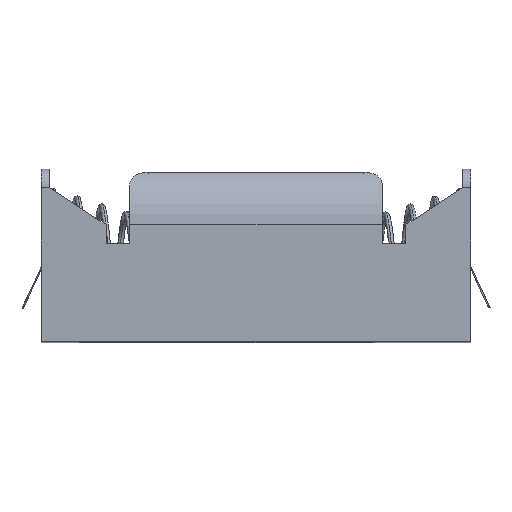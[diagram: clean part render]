
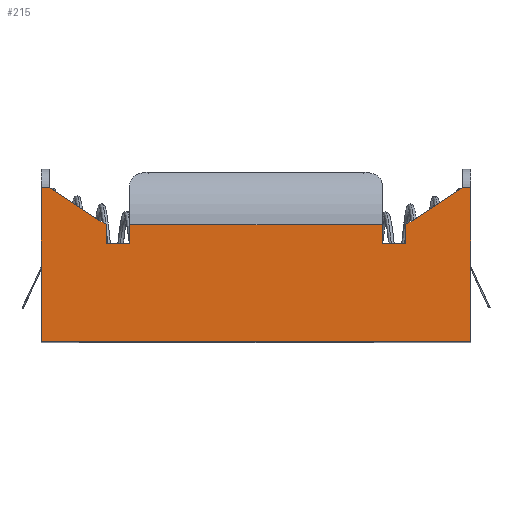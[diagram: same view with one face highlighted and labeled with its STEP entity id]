
A CAD part, top view. The second image highlights one B-rep face of the part: STEP entity #215.
In plain terms, the highlighted planar face has unit normal (0, 0, 1).
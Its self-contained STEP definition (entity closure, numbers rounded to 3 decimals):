
#64 = DIRECTION ( 'NONE',  ( 1., 0., 0. ) ) ;
#192 = LINE ( 'NONE', #17831, #21217 ) ;
#215 = ADVANCED_FACE ( 'NONE', ( #17749 ), #21129, .F. ) ;
#391 = DIRECTION ( 'NONE',  ( 0.838, -0.546, 0. ) ) ;
#565 = VERTEX_POINT ( 'NONE', #11985 ) ;
#597 = VECTOR ( 'NONE', #391, 1000. ) ;
#666 = LINE ( 'NONE', #6714, #9183 ) ;
#677 = CARTESIAN_POINT ( 'NONE',  ( 20.5, 47., 53.25 ) ) ;
#1038 = DIRECTION ( 'NONE',  ( 0., 1., 0. ) ) ;
#1487 = CARTESIAN_POINT ( 'NONE',  ( 0., 28., 53.25 ) ) ;
#1916 = LINE ( 'NONE', #17534, #17600 ) ;
#2168 = ORIENTED_EDGE ( 'NONE', *, *, #18241, .T. ) ;
#2301 = CARTESIAN_POINT ( 'NONE',  ( 24.35, 0., 53.25 ) ) ;
#2307 = CARTESIAN_POINT ( 'NONE',  ( -34.85, 53., 53.25 ) ) ;
#2364 = EDGE_CURVE ( 'NONE', #11374, #565, #8682, .T. ) ;
#2495 = CARTESIAN_POINT ( 'NONE',  ( -33.55, 53., 53.25 ) ) ;
#2752 = CARTESIAN_POINT ( 'NONE',  ( 34.85, 53., 53.25 ) ) ;
#2925 = VERTEX_POINT ( 'NONE', #677 ) ;
#3258 = ORIENTED_EDGE ( 'NONE', *, *, #2364, .F. ) ;
#3367 = EDGE_LOOP ( 'NONE', ( #3258, #15965, #10274, #9650, #20166, #14613, #2168, #4434, #3567, #6685, #18946, #13159, #18114, #4264 ) ) ;
#3567 = ORIENTED_EDGE ( 'NONE', *, *, #12717, .T. ) ;
#3613 = CARTESIAN_POINT ( 'NONE',  ( 34.85, 28., 53.25 ) ) ;
#3968 = EDGE_CURVE ( 'NONE', #18669, #9857, #666, .T. ) ;
#4029 = LINE ( 'NONE', #2307, #18882 ) ;
#4048 = CARTESIAN_POINT ( 'NONE',  ( -20.5, 44., 53.25 ) ) ;
#4063 = DIRECTION ( 'NONE',  ( 1., 0., 0. ) ) ;
#4264 = ORIENTED_EDGE ( 'NONE', *, *, #6217, .F. ) ;
#4381 = LINE ( 'NONE', #6092, #16528 ) ;
#4434 = ORIENTED_EDGE ( 'NONE', *, *, #3968, .T. ) ;
#4441 = CARTESIAN_POINT ( 'NONE',  ( 0., 44., 53.25 ) ) ;
#4886 = EDGE_CURVE ( 'NONE', #16905, #6149, #4381, .T. ) ;
#5275 = VECTOR ( 'NONE', #64, 1000. ) ;
#5663 = CARTESIAN_POINT ( 'NONE',  ( -34.85, 53., 53.25 ) ) ;
#5951 = EDGE_CURVE ( 'NONE', #18339, #11374, #17858, .T. ) ;
#6018 = DIRECTION ( 'NONE',  ( -1., 0., 0. ) ) ;
#6092 = CARTESIAN_POINT ( 'NONE',  ( -20.5, 0., 53.25 ) ) ;
#6149 = VERTEX_POINT ( 'NONE', #19196 ) ;
#6217 = EDGE_CURVE ( 'NONE', #565, #16905, #18412, .T. ) ;
#6440 = AXIS2_PLACEMENT_3D ( 'NONE', #9082, #19542, #21051 ) ;
#6514 = CARTESIAN_POINT ( 'NONE',  ( 0., 44., 53.25 ) ) ;
#6685 = ORIENTED_EDGE ( 'NONE', *, *, #8644, .F. ) ;
#6714 = CARTESIAN_POINT ( 'NONE',  ( -14.239, 21.833, 53.25 ) ) ;
#6853 = CARTESIAN_POINT ( 'NONE',  ( 20.5, 44., 53.25 ) ) ;
#7121 = DIRECTION ( 'NONE',  ( -1., 0., 0. ) ) ;
#7351 = CARTESIAN_POINT ( 'NONE',  ( 34.85, 56., 53.25 ) ) ;
#8139 = VECTOR ( 'NONE', #18063, 1000. ) ;
#8644 = EDGE_CURVE ( 'NONE', #20859, #21297, #12489, .T. ) ;
#8682 = LINE ( 'NONE', #16334, #8139 ) ;
#8918 = DIRECTION ( 'NONE',  ( 0., -1., 0. ) ) ;
#9082 = CARTESIAN_POINT ( 'NONE',  ( 0., 56., 53.25 ) ) ;
#9183 = VECTOR ( 'NONE', #18583, 1000. ) ;
#9650 = ORIENTED_EDGE ( 'NONE', *, *, #12062, .T. ) ;
#9851 = LINE ( 'NONE', #7351, #16998 ) ;
#9857 = VERTEX_POINT ( 'NONE', #17689 ) ;
#10274 = ORIENTED_EDGE ( 'NONE', *, *, #22063, .T. ) ;
#10983 = CARTESIAN_POINT ( 'NONE',  ( 24.35, 44., 53.25 ) ) ;
#11009 = CARTESIAN_POINT ( 'NONE',  ( -34.85, 28., 53.25 ) ) ;
#11374 = VERTEX_POINT ( 'NONE', #21155 ) ;
#11985 = CARTESIAN_POINT ( 'NONE',  ( -24.35, 44., 53.25 ) ) ;
#12062 = EDGE_CURVE ( 'NONE', #16757, #19517, #192, .T. ) ;
#12402 = DIRECTION ( 'NONE',  ( 1., 0., 0. ) ) ;
#12489 = LINE ( 'NONE', #6514, #16446 ) ;
#12717 = EDGE_CURVE ( 'NONE', #9857, #21297, #15303, .T. ) ;
#13159 = ORIENTED_EDGE ( 'NONE', *, *, #16835, .F. ) ;
#13292 = VERTEX_POINT ( 'NONE', #3613 ) ;
#13899 = VECTOR ( 'NONE', #4063, 1000. ) ;
#14272 = DIRECTION ( 'NONE',  ( 0., -1., 0. ) ) ;
#14478 = VECTOR ( 'NONE', #18460, 1000. ) ;
#14613 = ORIENTED_EDGE ( 'NONE', *, *, #18190, .F. ) ;
#15160 = CARTESIAN_POINT ( 'NONE',  ( 33.55, 53., 53.25 ) ) ;
#15303 = LINE ( 'NONE', #2301, #16100 ) ;
#15402 = EDGE_CURVE ( 'NONE', #20859, #2925, #18444, .T. ) ;
#15425 = VERTEX_POINT ( 'NONE', #2752 ) ;
#15965 = ORIENTED_EDGE ( 'NONE', *, *, #5951, .F. ) ;
#16100 = VECTOR ( 'NONE', #17802, 1000. ) ;
#16142 = LINE ( 'NONE', #1487, #5275 ) ;
#16334 = CARTESIAN_POINT ( 'NONE',  ( -24.35, 0., 53.25 ) ) ;
#16446 = VECTOR ( 'NONE', #16884, 1000. ) ;
#16528 = VECTOR ( 'NONE', #1038, 1000. ) ;
#16757 = VERTEX_POINT ( 'NONE', #5663 ) ;
#16835 = EDGE_CURVE ( 'NONE', #6149, #2925, #1916, .T. ) ;
#16884 = DIRECTION ( 'NONE',  ( 1., 0., 0. ) ) ;
#16905 = VERTEX_POINT ( 'NONE', #4048 ) ;
#16998 = VECTOR ( 'NONE', #8918, 1000. ) ;
#17534 = CARTESIAN_POINT ( 'NONE',  ( 0., 47., 53.25 ) ) ;
#17600 = VECTOR ( 'NONE', #12402, 1000. ) ;
#17689 = CARTESIAN_POINT ( 'NONE',  ( 24.35, 47., 53.25 ) ) ;
#17749 = FACE_OUTER_BOUND ( 'NONE', #3367, .T. ) ;
#17802 = DIRECTION ( 'NONE',  ( 0., -1., 0. ) ) ;
#17831 = CARTESIAN_POINT ( 'NONE',  ( -34.85, 56., 53.25 ) ) ;
#17858 = LINE ( 'NONE', #18515, #597 ) ;
#18063 = DIRECTION ( 'NONE',  ( 0., -1., 0. ) ) ;
#18114 = ORIENTED_EDGE ( 'NONE', *, *, #4886, .F. ) ;
#18190 = EDGE_CURVE ( 'NONE', #15425, #13292, #9851, .T. ) ;
#18241 = EDGE_CURVE ( 'NONE', #15425, #18669, #4029, .T. ) ;
#18339 = VERTEX_POINT ( 'NONE', #2495 ) ;
#18412 = LINE ( 'NONE', #4441, #13899 ) ;
#18444 = LINE ( 'NONE', #21749, #14478 ) ;
#18460 = DIRECTION ( 'NONE',  ( 0., 1., 0. ) ) ;
#18515 = CARTESIAN_POINT ( 'NONE',  ( 14.239, 21.833, 53.25 ) ) ;
#18583 = DIRECTION ( 'NONE',  ( -0.838, -0.546, 0. ) ) ;
#18669 = VERTEX_POINT ( 'NONE', #15160 ) ;
#18732 = VECTOR ( 'NONE', #6018, 1000. ) ;
#18882 = VECTOR ( 'NONE', #7121, 1000. ) ;
#18946 = ORIENTED_EDGE ( 'NONE', *, *, #15402, .T. ) ;
#19196 = CARTESIAN_POINT ( 'NONE',  ( -20.5, 47., 53.25 ) ) ;
#19517 = VERTEX_POINT ( 'NONE', #11009 ) ;
#19542 = DIRECTION ( 'NONE',  ( 0., 0., -1. ) ) ;
#19553 = LINE ( 'NONE', #19889, #18732 ) ;
#19797 = EDGE_CURVE ( 'NONE', #19517, #13292, #16142, .T. ) ;
#19889 = CARTESIAN_POINT ( 'NONE',  ( -34.85, 53., 53.25 ) ) ;
#20166 = ORIENTED_EDGE ( 'NONE', *, *, #19797, .T. ) ;
#20859 = VERTEX_POINT ( 'NONE', #6853 ) ;
#21051 = DIRECTION ( 'NONE',  ( -1., 0., 0. ) ) ;
#21129 = PLANE ( 'NONE',  #6440 ) ;
#21155 = CARTESIAN_POINT ( 'NONE',  ( -24.35, 47., 53.25 ) ) ;
#21217 = VECTOR ( 'NONE', #14272, 1000. ) ;
#21297 = VERTEX_POINT ( 'NONE', #10983 ) ;
#21749 = CARTESIAN_POINT ( 'NONE',  ( 20.5, 0., 53.25 ) ) ;
#22063 = EDGE_CURVE ( 'NONE', #18339, #16757, #19553, .T. ) ;
